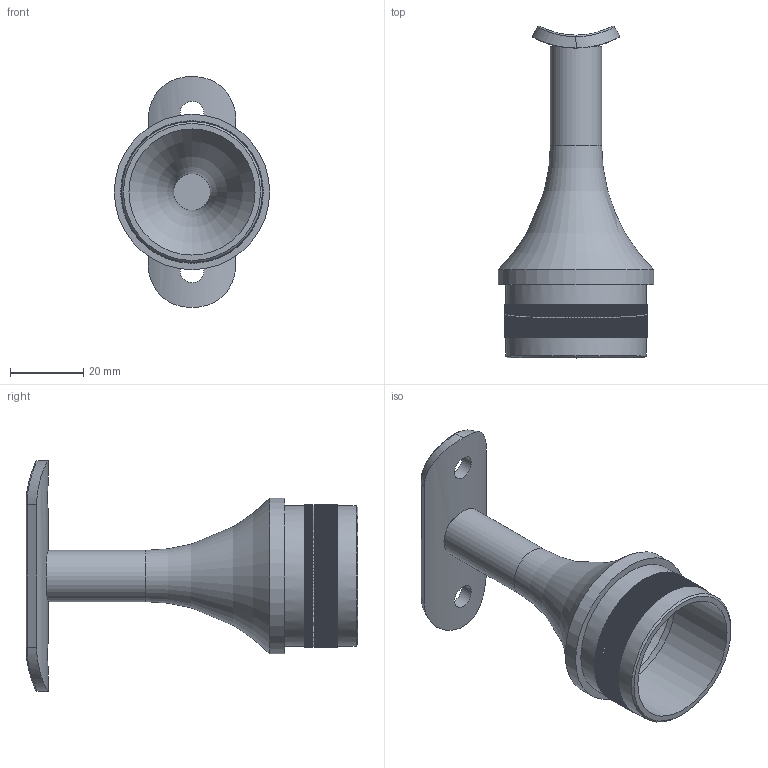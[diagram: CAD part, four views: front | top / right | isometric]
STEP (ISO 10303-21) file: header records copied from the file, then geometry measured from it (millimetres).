
FILE_DESCRIPTION (( 'STEP AP203' ), '1' );
FILE_NAME ('50253-240.step', '2021-11-25T14:59:42', ( '' ), ( '' ), 'SwSTEP 2.0', 'SolidWorks 2018', '' );
FILE_SCHEMA (( 'CONFIG_CONTROL_DESIGN' ));
Length unit declared in the file: millimetre
Products named in the file (7): 50253-240 Teil2; 50253-240 Teil2_50253-240 Teil2; 50253-240; socket countersunk head screw_din_DIN 7991 - M6 x 12 --- 12S; 50253-240 Teil1; socket countersunk head screw_din; 50253-240 Teil1_50253-240 Teil1
Assembly tree (3 placements, depth 2):
  50253-240 Teil2
  50253-240
    50253-240 Teil1_50253-240 Teil1
    50253-240 Teil2_50253-240 Teil2
    socket countersunk head screw_din_DIN 7991 - M6 x 12 --- 12S
  50253-240 Teil1
  socket countersunk head screw_din
Bounding box: 42.4 x 90.49 x 63 mm (x, y, z)
Volume: 18842.1 mm3; surface area: 17508.5 mm2
Topology: 4 solids, 4 shells, 1809 faces, 4388 edges, 2911 vertices
Faces by surface type: plane 1320, cylinder 351, bspline 112, cone 23, torus 3
Full cylindrical faces by diameter (mm): 5 x1, 6 x8, 6.5 x2, 11.57 x1, 12.5 x1, 14 x1, 34.4 x1, 38.4 x2, 42.4 x1
Entity records: 58879 total; most frequent: CARTESIAN_POINT 15436, DIRECTION 8830, ORIENTED_EDGE 8670, EDGE_CURVE 4335, AXIS2_PLACEMENT_3D 3052, VERTEX_POINT 2903, VECTOR 2726, LINE 2726
